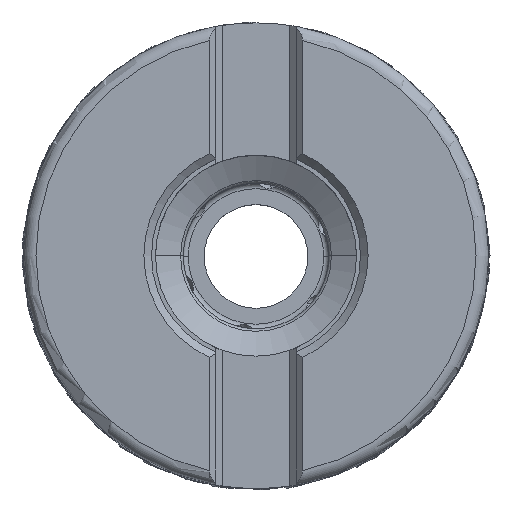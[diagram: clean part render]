
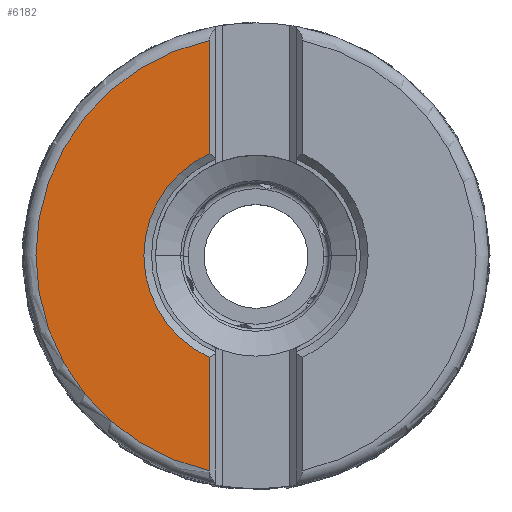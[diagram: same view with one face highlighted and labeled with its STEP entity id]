
A CAD part, top view. The second image highlights one B-rep face of the part: STEP entity #6182.
In plain terms, the highlighted planar face has unit normal (0, 0, 1).
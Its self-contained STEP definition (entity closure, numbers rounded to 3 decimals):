
#3200=PLANE('',#71148);
#6182=ADVANCED_FACE('',(#10178),#3200,.T.);
#10178=FACE_OUTER_BOUND('',#13832,.T.);
#13832=EDGE_LOOP('',(#38060,#38061,#38062,#38063));
#16974=CIRCLE('',#71139,34.75);
#16975=CIRCLE('',#71142,17.7);
#20737=LINE('',#150836,#24217);
#20738=LINE('',#150858,#24218);
#24217=VECTOR('',#84231,1.);
#24218=VECTOR('',#84244,1.);
#38060=ORIENTED_EDGE('',*,*,#59546,.F.);
#38061=ORIENTED_EDGE('',*,*,#59544,.T.);
#38062=ORIENTED_EDGE('',*,*,#59542,.F.);
#38063=ORIENTED_EDGE('',*,*,#59550,.T.);
#50578=VERTEX_POINT('',#150801);
#50579=VERTEX_POINT('',#150803);
#50580=VERTEX_POINT('',#150837);
#50581=VERTEX_POINT('',#150846);
#59542=EDGE_CURVE('',#50578,#50579,#16974,.T.);
#59544=EDGE_CURVE('',#50580,#50579,#20737,.T.);
#59546=EDGE_CURVE('',#50580,#50581,#16975,.T.);
#59550=EDGE_CURVE('',#50578,#50581,#20738,.T.);
#71139=AXIS2_PLACEMENT_3D('',#150802,#84227,#84228);
#71142=AXIS2_PLACEMENT_3D('',#150845,#84234,#84235);
#71148=AXIS2_PLACEMENT_3D('',#150860,#84247,#84248);
#84227=DIRECTION('',(0.,0.,-1.));
#84228=DIRECTION('',(-0.212,-0.977,0.));
#84231=DIRECTION('',(0.,1.,0.));
#84234=DIRECTION('',(0.,0.,1.));
#84235=DIRECTION('',(-0.415,0.91,0.));
#84244=DIRECTION('',(0.,1.,0.));
#84247=DIRECTION('',(0.,0.,1.));
#84248=DIRECTION('',(0.,-1.,0.));
#150801=CARTESIAN_POINT('',(-7.35,-33.964,0.));
#150802=CARTESIAN_POINT('',(0.,0.,0.));
#150803=CARTESIAN_POINT('',(-7.35,33.964,0.));
#150836=CARTESIAN_POINT('',(-7.35,16.102,0.));
#150837=CARTESIAN_POINT('',(-7.35,16.102,0.));
#150845=CARTESIAN_POINT('',(0.,0.,0.));
#150846=CARTESIAN_POINT('',(-7.35,-16.102,0.));
#150858=CARTESIAN_POINT('',(-7.35,-33.964,0.));
#150860=CARTESIAN_POINT('',(-21.051,0.,0.));
